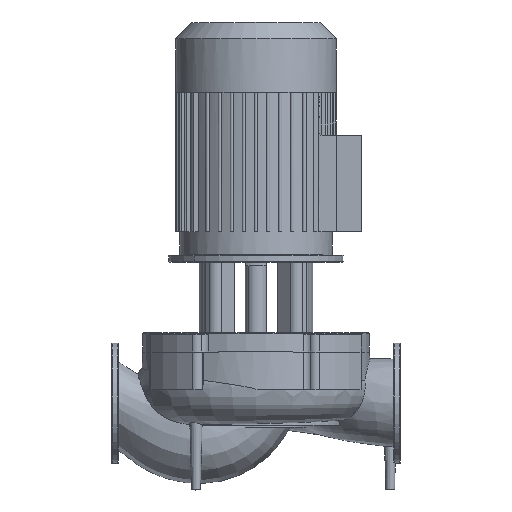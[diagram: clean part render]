
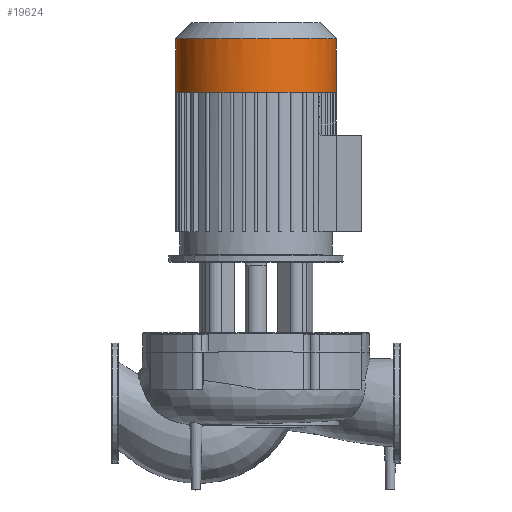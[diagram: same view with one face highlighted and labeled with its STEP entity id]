
A CAD part, top view. The second image highlights one B-rep face of the part: STEP entity #19624.
In plain terms, the highlighted cylindrical face has radius 228 mm (diameter 456 mm), a partial arc.
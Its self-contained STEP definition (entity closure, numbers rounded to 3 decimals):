
#13127=CARTESIAN_POINT('',(638.0,880.6,0.));
#13128=VERTEX_POINT('',#13127);
#13129=CARTESIAN_POINT('',(638.0,1032.4,0.0));
#13130=VERTEX_POINT('',#13129);
#13131=CARTESIAN_POINT('',(638.0,880.6,0.));
#13132=DIRECTION('',(0.0,1.0,0.0));
#13133=VECTOR('',#13132,151.8);
#13134=LINE('',#13131,#13133);
#13135=EDGE_CURVE('',#13128,#13130,#13134,.T.);
#13290=CARTESIAN_POINT('',(182.0,880.6,0.));
#13291=VERTEX_POINT('',#13290);
#13299=CARTESIAN_POINT('',(182.0,1032.4,0.));
#13300=VERTEX_POINT('',#13299);
#13301=CARTESIAN_POINT('',(182.0,880.6,0.));
#13302=DIRECTION('',(0.0,1.0,0.0));
#13303=VECTOR('',#13302,151.8);
#13304=LINE('',#13301,#13303);
#13305=EDGE_CURVE('',#13291,#13300,#13304,.T.);
#14318=CARTESIAN_POINT('',(612.435,880.6,104.9));
#14319=VERTEX_POINT('',#14318);
#14435=CARTESIAN_POINT('',(627.01,880.6,69.934));
#14436=VERTEX_POINT('',#14435);
#14545=CARTESIAN_POINT('',(635.303,880.6,34.967));
#14546=VERTEX_POINT('',#14545);
#15643=CARTESIAN_POINT('',(410.0,880.6,0.0));
#15644=DIRECTION('',(0.0,1.0,0.0));
#15645=DIRECTION('',(1.0,0.0,0.0));
#15646=AXIS2_PLACEMENT_3D('',#15643,#15644,#15645);
#15647=CIRCLE('',#15646,228.0);
#15648=EDGE_CURVE('',#14546,#13128,#15647,.T.);
#17715=CARTESIAN_POINT('',(270.133,880.6,180.059));
#17716=VERTEX_POINT('',#17715);
#17811=CARTESIAN_POINT('',(340.066,880.6,217.01));
#17812=VERTEX_POINT('',#17811);
#17907=CARTESIAN_POINT('',(375.033,880.6,225.303));
#17908=VERTEX_POINT('',#17907);
#18002=CARTESIAN_POINT('',(305.1,880.6,202.435));
#18003=VERTEX_POINT('',#18002);
#18037=CARTESIAN_POINT('',(410.,880.6,228.0));
#18038=VERTEX_POINT('',#18037);
#18088=CARTESIAN_POINT('',(410.0,880.6,0.0));
#18089=DIRECTION('',(0.0,1.0,0.0));
#18090=DIRECTION('',(1.0,0.0,0.0));
#18091=AXIS2_PLACEMENT_3D('',#18088,#18089,#18090);
#18092=CIRCLE('',#18091,228.0);
#18093=EDGE_CURVE('',#18003,#17812,#18092,.T.);
#18108=CARTESIAN_POINT('',(229.941,880.6,139.867));
#18109=VERTEX_POINT('',#18108);
#18110=CARTESIAN_POINT('',(410.0,880.6,0.0));
#18111=DIRECTION('',(0.0,1.0,0.0));
#18112=DIRECTION('',(1.0,0.0,0.0));
#18113=AXIS2_PLACEMENT_3D('',#18110,#18111,#18112);
#18114=CIRCLE('',#18113,228.0);
#18115=EDGE_CURVE('',#18109,#17716,#18114,.T.);
#18143=CARTESIAN_POINT('',(410.0,880.6,0.0));
#18144=DIRECTION('',(0.0,1.0,0.0));
#18145=DIRECTION('',(1.0,0.0,0.0));
#18146=AXIS2_PLACEMENT_3D('',#18143,#18144,#18145);
#18147=CIRCLE('',#18146,228.0);
#18148=EDGE_CURVE('',#17812,#17908,#18147,.T.);
#18163=CARTESIAN_POINT('',(410.0,880.6,0.0));
#18164=DIRECTION('',(0.0,1.0,0.0));
#18165=DIRECTION('',(1.0,0.0,0.0));
#18166=AXIS2_PLACEMENT_3D('',#18163,#18164,#18165);
#18167=CIRCLE('',#18166,228.0);
#18168=EDGE_CURVE('',#17716,#18003,#18167,.T.);
#18183=CARTESIAN_POINT('',(410.0,880.6,0.0));
#18184=DIRECTION('',(0.0,1.0,0.0));
#18185=DIRECTION('',(1.0,0.0,0.0));
#18186=AXIS2_PLACEMENT_3D('',#18183,#18184,#18185);
#18187=CIRCLE('',#18186,228.0);
#18188=EDGE_CURVE('',#17908,#18038,#18187,.T.);
#18209=CARTESIAN_POINT('',(184.697,880.6,34.967));
#18210=VERTEX_POINT('',#18209);
#18218=CARTESIAN_POINT('',(410.0,880.6,0.0));
#18219=DIRECTION('',(0.0,1.0,0.0));
#18220=DIRECTION('',(1.0,0.0,0.0));
#18221=AXIS2_PLACEMENT_3D('',#18218,#18219,#18220);
#18222=CIRCLE('',#18221,228.0);
#18223=EDGE_CURVE('',#13291,#18210,#18222,.T.);
#18332=CARTESIAN_POINT('',(207.565,880.6,104.9));
#18333=VERTEX_POINT('',#18332);
#18334=CARTESIAN_POINT('',(410.0,880.6,0.0));
#18335=DIRECTION('',(0.0,1.0,0.0));
#18336=DIRECTION('',(1.0,0.0,0.0));
#18337=AXIS2_PLACEMENT_3D('',#18334,#18335,#18336);
#18338=CIRCLE('',#18337,228.0);
#18339=EDGE_CURVE('',#18333,#18109,#18338,.T.);
#18373=CARTESIAN_POINT('',(192.99,880.6,69.934));
#18374=VERTEX_POINT('',#18373);
#18382=CARTESIAN_POINT('',(410.0,880.6,0.0));
#18383=DIRECTION('',(0.0,1.0,0.0));
#18384=DIRECTION('',(1.0,0.0,0.0));
#18385=AXIS2_PLACEMENT_3D('',#18382,#18383,#18384);
#18386=CIRCLE('',#18385,228.0);
#18387=EDGE_CURVE('',#18210,#18374,#18386,.T.);
#18496=CARTESIAN_POINT('',(410.0,880.6,0.0));
#18497=DIRECTION('',(0.0,1.0,0.0));
#18498=DIRECTION('',(1.0,0.0,0.0));
#18499=AXIS2_PLACEMENT_3D('',#18496,#18497,#18498);
#18500=CIRCLE('',#18499,228.0);
#18501=EDGE_CURVE('',#18374,#18333,#18500,.T.);
#18590=CARTESIAN_POINT('',(590.059,880.6,139.867));
#18591=VERTEX_POINT('',#18590);
#18674=CARTESIAN_POINT('',(444.967,880.6,225.303));
#18675=VERTEX_POINT('',#18674);
#18683=CARTESIAN_POINT('',(410.0,880.6,0.0));
#18684=DIRECTION('',(0.0,1.0,0.0));
#18685=DIRECTION('',(1.0,0.0,0.0));
#18686=AXIS2_PLACEMENT_3D('',#18683,#18684,#18685);
#18687=CIRCLE('',#18686,228.0);
#18688=EDGE_CURVE('',#18038,#18675,#18687,.T.);
#18750=CARTESIAN_POINT('',(479.934,880.6,217.01));
#18751=VERTEX_POINT('',#18750);
#18759=CARTESIAN_POINT('',(410.0,880.6,0.0));
#18760=DIRECTION('',(0.0,1.0,0.0));
#18761=DIRECTION('',(1.0,0.0,0.0));
#18762=AXIS2_PLACEMENT_3D('',#18759,#18760,#18761);
#18763=CIRCLE('',#18762,228.0);
#18764=EDGE_CURVE('',#18675,#18751,#18763,.T.);
#18832=CARTESIAN_POINT('',(514.9,880.6,202.435));
#18833=VERTEX_POINT('',#18832);
#18841=CARTESIAN_POINT('',(410.0,880.6,0.0));
#18842=DIRECTION('',(0.0,1.0,0.0));
#18843=DIRECTION('',(1.0,0.0,0.0));
#18844=AXIS2_PLACEMENT_3D('',#18841,#18842,#18843);
#18845=CIRCLE('',#18844,228.0);
#18846=EDGE_CURVE('',#18751,#18833,#18845,.T.);
#18908=CARTESIAN_POINT('',(410.0,880.6,0.0));
#18909=DIRECTION('',(0.0,1.0,0.0));
#18910=DIRECTION('',(1.0,0.0,0.0));
#18911=AXIS2_PLACEMENT_3D('',#18908,#18909,#18910);
#18912=CIRCLE('',#18911,228.0);
#18913=EDGE_CURVE('',#14436,#14546,#18912,.T.);
#18928=CARTESIAN_POINT('',(410.0,880.6,0.0));
#18929=DIRECTION('',(0.0,1.0,0.0));
#18930=DIRECTION('',(1.0,0.0,0.0));
#18931=AXIS2_PLACEMENT_3D('',#18928,#18929,#18930);
#18932=CIRCLE('',#18931,228.0);
#18933=EDGE_CURVE('',#14319,#14436,#18932,.T.);
#18948=CARTESIAN_POINT('',(410.0,880.6,0.0));
#18949=DIRECTION('',(0.0,1.0,0.0));
#18950=DIRECTION('',(1.0,0.0,0.0));
#18951=AXIS2_PLACEMENT_3D('',#18948,#18949,#18950);
#18952=CIRCLE('',#18951,228.0);
#18953=EDGE_CURVE('',#18591,#14319,#18952,.T.);
#18968=CARTESIAN_POINT('',(549.867,880.6,180.059));
#18969=VERTEX_POINT('',#18968);
#18970=CARTESIAN_POINT('',(410.0,880.6,0.0));
#18971=DIRECTION('',(0.0,1.0,0.0));
#18972=DIRECTION('',(1.0,0.0,0.0));
#18973=AXIS2_PLACEMENT_3D('',#18970,#18971,#18972);
#18974=CIRCLE('',#18973,228.0);
#18975=EDGE_CURVE('',#18969,#18591,#18974,.T.);
#19016=CARTESIAN_POINT('',(410.0,880.6,0.0));
#19017=DIRECTION('',(0.0,1.0,0.0));
#19018=DIRECTION('',(1.0,0.0,0.0));
#19019=AXIS2_PLACEMENT_3D('',#19016,#19017,#19018);
#19020=CIRCLE('',#19019,228.0);
#19021=EDGE_CURVE('',#18833,#18969,#19020,.T.);
#19586=CARTESIAN_POINT('',(410.0,1032.4,0.0));
#19587=DIRECTION('',(0.0,1.0,0.0));
#19588=DIRECTION('',(1.0,0.0,0.0));
#19589=AXIS2_PLACEMENT_3D('',#19586,#19587,#19588);
#19590=CIRCLE('',#19589,228.0);
#19591=EDGE_CURVE('',#13300,#13130,#19590,.T.);
#19596=CARTESIAN_POINT('',(410.0,1078.0,0.0));
#19597=DIRECTION('',(0.0,-1.0,0.0));
#19598=DIRECTION('',(1.0,0.0,0.0));
#19599=AXIS2_PLACEMENT_3D('',#19596,#19597,#19598);
#19600=CYLINDRICAL_SURFACE('',#19599,228.0);
#19601=ORIENTED_EDGE('',*,*,#13135,.T.);
#19602=ORIENTED_EDGE('',*,*,#19591,.F.);
#19603=ORIENTED_EDGE('',*,*,#13305,.F.);
#19604=ORIENTED_EDGE('',*,*,#18223,.T.);
#19605=ORIENTED_EDGE('',*,*,#18387,.T.);
#19606=ORIENTED_EDGE('',*,*,#18501,.T.);
#19607=ORIENTED_EDGE('',*,*,#18339,.T.);
#19608=ORIENTED_EDGE('',*,*,#18115,.T.);
#19609=ORIENTED_EDGE('',*,*,#18168,.T.);
#19610=ORIENTED_EDGE('',*,*,#18093,.T.);
#19611=ORIENTED_EDGE('',*,*,#18148,.T.);
#19612=ORIENTED_EDGE('',*,*,#18188,.T.);
#19613=ORIENTED_EDGE('',*,*,#18688,.T.);
#19614=ORIENTED_EDGE('',*,*,#18764,.T.);
#19615=ORIENTED_EDGE('',*,*,#18846,.T.);
#19616=ORIENTED_EDGE('',*,*,#19021,.T.);
#19617=ORIENTED_EDGE('',*,*,#18975,.T.);
#19618=ORIENTED_EDGE('',*,*,#18953,.T.);
#19619=ORIENTED_EDGE('',*,*,#18933,.T.);
#19620=ORIENTED_EDGE('',*,*,#18913,.T.);
#19621=ORIENTED_EDGE('',*,*,#15648,.T.);
#19622=EDGE_LOOP('',(#19601,#19602,#19603,#19604,#19605,#19606,#19607,#19608,#19609,#19610,#19611,#19612,#19613,#19614,#19615,#19616,#19617,#19618,#19619,#19620,#19621));
#19623=FACE_OUTER_BOUND('',#19622,.T.);
#19624=ADVANCED_FACE('',(#19623),#19600,.T.);
